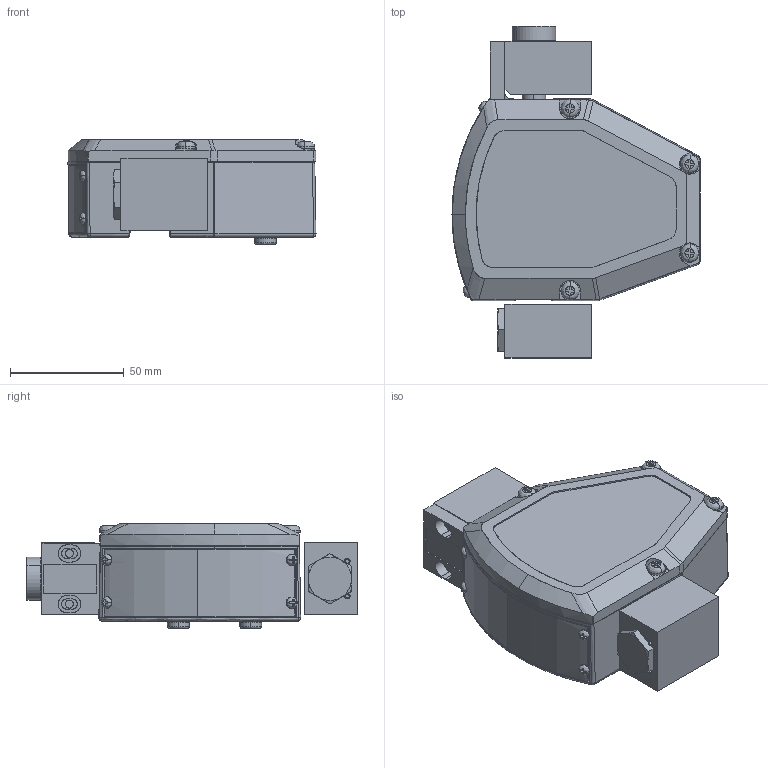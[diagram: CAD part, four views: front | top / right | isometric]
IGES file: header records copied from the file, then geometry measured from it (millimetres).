
Start section: SolidWorks IGES file using analytic representation for surfaces
Global section: file name: 3750C-0-11A-AA.IGS; native system: SolidWorks 2017; preprocessor: SolidWorks 2017; author: sbizzarro; date: 190102.105041; units: inch
Bounding box: 108.86 x 145.69 x 46.05 mm (x, y, z)
Surface area: 52243.4 mm2 (no closed solid volume)
Topology: 0 solids, 0 shells, 414 faces, 4413 edges, 4407 vertices
Faces by surface type: bspline 277, revolution 137
